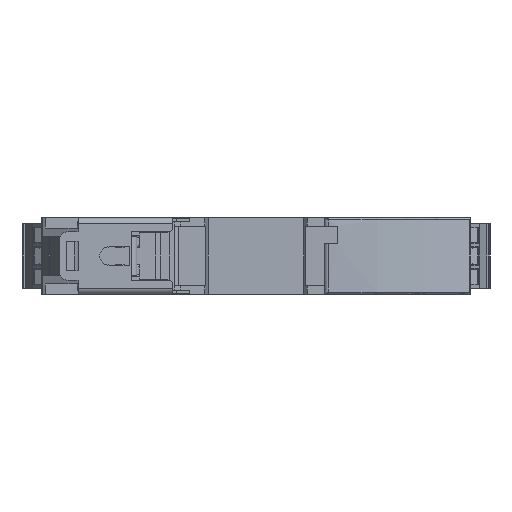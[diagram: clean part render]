
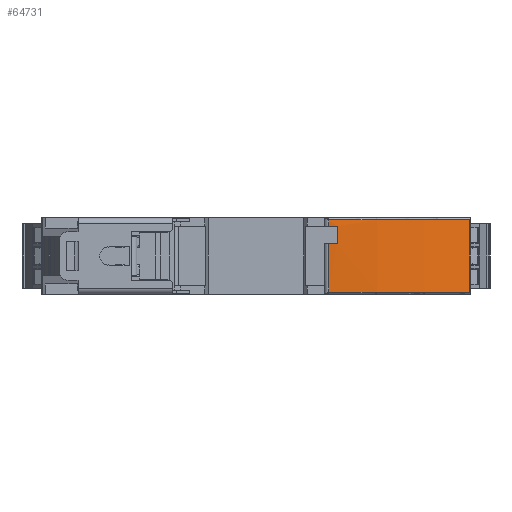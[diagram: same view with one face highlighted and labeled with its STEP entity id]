
A CAD part, front view. The second image highlights one B-rep face of the part: STEP entity #64731.
In plain terms, the highlighted cylindrical face has radius 80 mm (diameter 160 mm), a partial arc.
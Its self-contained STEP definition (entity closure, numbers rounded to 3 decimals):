
#457 = EDGE_CURVE ( 'NONE', #17591, #28623, #13094, .T. ) ;
#2056 = DIRECTION ( 'NONE',  ( 0., 0., 1. ) ) ;
#2106 = EDGE_CURVE ( 'NONE', #67594, #15565, #35290, .T. ) ;
#2193 = VERTEX_POINT ( 'NONE', #19877 ) ;
#3394 = DIRECTION ( 'NONE',  ( 0., 0., -1. ) ) ;
#4397 = FACE_OUTER_BOUND ( 'NONE', #34057, .T. ) ;
#4454 = EDGE_CURVE ( 'NONE', #2193, #27580, #37575, .T. ) ;
#5265 = EDGE_CURVE ( 'NONE', #15565, #17591, #14180, .T. ) ;
#6257 = VECTOR ( 'NONE', #30194, 1000. ) ;
#7634 = CARTESIAN_POINT ( 'NONE',  ( 49.223, 4.169, 17.1 ) ) ;
#8112 = AXIS2_PLACEMENT_3D ( 'NONE', #25547, #51277, #56562 ) ;
#9210 = DIRECTION ( 'NONE',  ( 0., 0., -1. ) ) ;
#9436 = CARTESIAN_POINT ( 'NONE',  ( 16.741, -4.184, 11.6 ) ) ;
#10185 = CARTESIAN_POINT ( 'NONE',  ( 16.741, -4.184, 0.5 ) ) ;
#10319 = ORIENTED_EDGE ( 'NONE', *, *, #457, .T. ) ;
#13094 = LINE ( 'NONE', #38089, #53729 ) ;
#13421 = CARTESIAN_POINT ( 'NONE',  ( 13.5, 75.75, 0.5 ) ) ;
#14180 = CIRCLE ( 'NONE', #59719, 80. ) ;
#15158 = EDGE_CURVE ( 'NONE', #58776, #67594, #16648, .T. ) ;
#15565 = VERTEX_POINT ( 'NONE', #10185 ) ;
#16091 = DIRECTION ( 'NONE',  ( 0., 0., -1. ) ) ;
#16648 = CIRCLE ( 'NONE', #19759, 80. ) ;
#17591 = VERTEX_POINT ( 'NONE', #36047 ) ;
#19759 = AXIS2_PLACEMENT_3D ( 'NONE', #47828, #16091, #21402 ) ;
#19877 = CARTESIAN_POINT ( 'NONE',  ( 16.741, -4.184, 15.7 ) ) ;
#20446 = CARTESIAN_POINT ( 'NONE',  ( 18.7, -4.081, 1.25 ) ) ;
#21402 = DIRECTION ( 'NONE',  ( 1., 0., 0. ) ) ;
#22808 = CARTESIAN_POINT ( 'NONE',  ( 13.5, 75.75, 17.1 ) ) ;
#23709 = DIRECTION ( 'NONE',  ( 1., 0., 0. ) ) ;
#24558 = DIRECTION ( 'NONE',  ( 1., 0., 0. ) ) ;
#25547 = CARTESIAN_POINT ( 'NONE',  ( 13.5, 75.75, 1.25 ) ) ;
#27580 = VERTEX_POINT ( 'NONE', #28892 ) ;
#28464 = ORIENTED_EDGE ( 'NONE', *, *, #15158, .T. ) ;
#28623 = VERTEX_POINT ( 'NONE', #7634 ) ;
#28892 = CARTESIAN_POINT ( 'NONE',  ( 18.7, -4.081, 15.7 ) ) ;
#29215 = CARTESIAN_POINT ( 'NONE',  ( 13.5, 75.75, 15.7 ) ) ;
#29728 = ORIENTED_EDGE ( 'NONE', *, *, #37824, .T. ) ;
#30194 = DIRECTION ( 'NONE',  ( 0., 0., -1. ) ) ;
#31988 = LINE ( 'NONE', #20446, #6257 ) ;
#32109 = EDGE_CURVE ( 'NONE', #57985, #28623, #53455, .T. ) ;
#33011 = DIRECTION ( 'NONE',  ( 0., 0., 1. ) ) ;
#34057 = EDGE_LOOP ( 'NONE', ( #63864, #60585, #10319, #36332, #29728, #34961, #45705, #28464 ) ) ;
#34961 = ORIENTED_EDGE ( 'NONE', *, *, #4454, .T. ) ;
#35142 = LINE ( 'NONE', #56717, #67436 ) ;
#35290 = LINE ( 'NONE', #61372, #63447 ) ;
#36047 = CARTESIAN_POINT ( 'NONE',  ( 49.223, 4.169, 0.5 ) ) ;
#36332 = ORIENTED_EDGE ( 'NONE', *, *, #32109, .F. ) ;
#37575 = CIRCLE ( 'NONE', #66836, 80. ) ;
#37824 = EDGE_CURVE ( 'NONE', #57985, #2193, #35142, .T. ) ;
#38089 = CARTESIAN_POINT ( 'NONE',  ( 49.223, 4.169, 1.25 ) ) ;
#38138 = DIRECTION ( 'NONE',  ( 1., 0., 0. ) ) ;
#39924 = DIRECTION ( 'NONE',  ( 0., 0., 1. ) ) ;
#40567 = DIRECTION ( 'NONE',  ( 0., 0., 1. ) ) ;
#40996 = CYLINDRICAL_SURFACE ( 'NONE', #8112, 80. ) ;
#45705 = ORIENTED_EDGE ( 'NONE', *, *, #48788, .T. ) ;
#46107 = CARTESIAN_POINT ( 'NONE',  ( 16.741, -4.184, 17.1 ) ) ;
#47828 = CARTESIAN_POINT ( 'NONE',  ( 13.5, 75.75, 11.6 ) ) ;
#48788 = EDGE_CURVE ( 'NONE', #27580, #58776, #31988, .T. ) ;
#49885 = CARTESIAN_POINT ( 'NONE',  ( 18.7, -4.081, 11.6 ) ) ;
#51277 = DIRECTION ( 'NONE',  ( 0., 0., 1. ) ) ;
#53455 = CIRCLE ( 'NONE', #55483, 80. ) ;
#53729 = VECTOR ( 'NONE', #2056, 1000. ) ;
#55483 = AXIS2_PLACEMENT_3D ( 'NONE', #22808, #33011, #38138 ) ;
#56562 = DIRECTION ( 'NONE',  ( 1., 0., 0. ) ) ;
#56717 = CARTESIAN_POINT ( 'NONE',  ( 16.741, -4.184, 1.25 ) ) ;
#57985 = VERTEX_POINT ( 'NONE', #46107 ) ;
#58776 = VERTEX_POINT ( 'NONE', #49885 ) ;
#59719 = AXIS2_PLACEMENT_3D ( 'NONE', #13421, #40567, #24558 ) ;
#60585 = ORIENTED_EDGE ( 'NONE', *, *, #5265, .T. ) ;
#61372 = CARTESIAN_POINT ( 'NONE',  ( 16.741, -4.184, 1.25 ) ) ;
#63447 = VECTOR ( 'NONE', #3394, 1000. ) ;
#63864 = ORIENTED_EDGE ( 'NONE', *, *, #2106, .T. ) ;
#64731 = ADVANCED_FACE ( 'NONE', ( #4397 ), #40996, .T. ) ;
#66836 = AXIS2_PLACEMENT_3D ( 'NONE', #29215, #39924, #23709 ) ;
#67436 = VECTOR ( 'NONE', #9210, 1000. ) ;
#67594 = VERTEX_POINT ( 'NONE', #9436 ) ;
